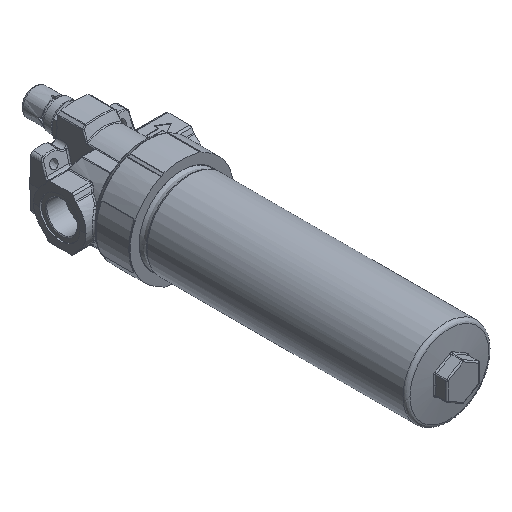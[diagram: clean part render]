
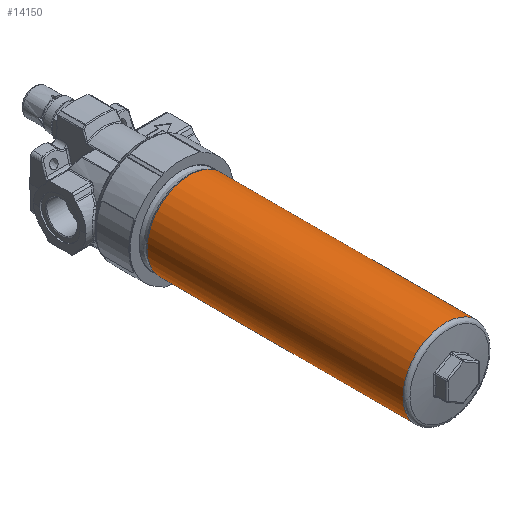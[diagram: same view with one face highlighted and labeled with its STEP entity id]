
A CAD part, isometric view. The second image highlights one B-rep face of the part: STEP entity #14150.
In plain terms, the highlighted free-form (B-spline) face has degree [2, 1] with [7, 2] control points.
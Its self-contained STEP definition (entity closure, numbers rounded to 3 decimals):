
#14040=CARTESIAN_POINT('V532',(-35.0,-220.024,0.0));
#14041=VERTEX_POINT('V532',#14040);
#14055=CARTESIAN_POINT('E896',(-35.0,-220.024,0.0));
#14056=CARTESIAN_POINT('E896',(-35.0,-220.024,
   1.718));
#14057=CARTESIAN_POINT('E896',(-34.746,
   -220.024,5.156));
#14058=CARTESIAN_POINT('E896',(-33.613,
   -220.024,10.199));
#14059=CARTESIAN_POINT('E896',(-31.752,
   -220.024,15.023));
#14060=CARTESIAN_POINT('E896',(-29.204,
   -220.024,19.52));
#14061=CARTESIAN_POINT('E896',(-26.023,
   -220.024,23.595));
#14062=CARTESIAN_POINT('E896',(-22.278,
   -220.024,27.159));
#14063=CARTESIAN_POINT('E896',(-18.05,
   -220.024,30.134));
#14064=CARTESIAN_POINT('E896',(-13.018,
   -220.024,32.666));
#14065=CARTESIAN_POINT('E896',(-7.181,
   -220.024,34.464));
#14066=CARTESIAN_POINT('E896',(-0.65,
   -220.024,35.199));
#14067=CARTESIAN_POINT('E896',(5.904,
   -220.024,34.706));
#14068=CARTESIAN_POINT('E896',(12.515,
   -220.024,32.933));
#14069=CARTESIAN_POINT('E896',(18.9,
   -220.024,29.766));
#14070=CARTESIAN_POINT('E896',(24.569,
   -220.024,25.266));
#14071=CARTESIAN_POINT('E896',(29.104,
   -220.024,19.845));
#14072=CARTESIAN_POINT('E896',(32.416,
   -220.024,13.786));
#14073=CARTESIAN_POINT('E896',(34.483,
   -220.024,7.197));
#14074=CARTESIAN_POINT('E896',(35.217,
   -220.024,0.396));
#14075=CARTESIAN_POINT('E896',(34.635,
   -220.024,-6.353));
#14076=CARTESIAN_POINT('E896',(32.802,
   -220.024,-12.807));
#14077=CARTESIAN_POINT('E896',(29.777,
   -220.024,-18.796));
#14078=CARTESIAN_POINT('E896',(25.716,
   -220.024,-24.045));
#14079=CARTESIAN_POINT('E896',(20.803,
   -220.024,-28.394));
#14080=CARTESIAN_POINT('E896',(15.237,
   -220.024,-31.731));
#14081=CARTESIAN_POINT('E896',(9.153,
   -220.024,-33.988));
#14082=CARTESIAN_POINT('E896',(1.877,
   -220.024,-35.244));
#14083=CARTESIAN_POINT('E896',(-6.428,
   -220.024,-34.812));
#14084=CARTESIAN_POINT('E896',(-14.325,
   -220.024,-32.254));
#14085=CARTESIAN_POINT('E896',(-20.649,
   -220.024,-28.503));
#14086=CARTESIAN_POINT('E896',(-25.559,
   -220.024,-24.208));
#14087=CARTESIAN_POINT('E896',(-29.637,
   -220.024,-19.013));
#14088=CARTESIAN_POINT('E896',(-32.696,
   -220.024,-13.069));
#14089=CARTESIAN_POINT('E896',(-34.577,
   -220.024,-6.655));
#14090=CARTESIAN_POINT('E896',(-35.0,-220.024,
   -2.217));
#14091=CARTESIAN_POINT('E896',(-35.0,-220.024,0.0));
#14092=B_SPLINE_CURVE_WITH_KNOTS('E896',3,(#14055,#14056,#14057,
   #14058,#14059,#14060,#14061,#14062,#14063,#14064,#14065,#14066,
   #14067,#14068,#14069,#14070,#14071,#14072,#14073,#14074,#14075,
   #14076,#14077,#14078,#14079,#14080,#14081,#14082,#14083,#14084,
   #14085,#14086,#14087,#14088,#14089,#14090,#14091),.UNSPECIFIED.,
   .T.,.U.,(4,1,1,1,1,1,1,1,1,1,1,1,1,1,1,1,1,1,1,1,1,1,1,1,1,1,1,1,
   1,1,1,1,1,1,4),(2.0,3.059,4.118,
   5.177,6.235,7.294,
   8.353,9.412,10.471,
   11.815,13.158,14.502,
   15.846,17.357,18.868,
   20.28,21.691,23.102,
   24.513,25.885,27.256,
   28.627,29.999,31.326,
   32.653,33.98,35.307,
   37.182,39.058,40.375,
   41.693,43.06,44.426,
   45.793,47.159),.UNSPECIFIED.);
#14093=EDGE_CURVE('E896',#14041,#14041,#14092,.T.);
#14100=CARTESIAN_POINT('F395',(-35.0,-10.438,0.0));
#14101=CARTESIAN_POINT('F395',(-35.0,-10.438,
   -60.622));
#14102=CARTESIAN_POINT('F395',(17.5,
   -10.438,-30.311));
#14103=CARTESIAN_POINT('F395',(70.0,-10.438,
   0.));
#14104=CARTESIAN_POINT('F395',(17.5,
   -10.438,30.311));
#14105=CARTESIAN_POINT('F395',(-35.0,-10.438,
   60.622));
#14106=CARTESIAN_POINT('F395',(-35.0,-10.438,0.0));
#14107=CARTESIAN_POINT('F395',(-35.0,-222.773,0.0));
#14108=CARTESIAN_POINT('F395',(-35.0,-222.773,
   -60.622));
#14109=CARTESIAN_POINT('F395',(17.5,
   -222.773,-30.311));
#14110=CARTESIAN_POINT('F395',(70.0,-222.773,
   0.));
#14111=CARTESIAN_POINT('F395',(17.5,
   -222.773,30.311));
#14112=CARTESIAN_POINT('F395',(-35.0,-222.773,
   60.622));
#14113=CARTESIAN_POINT('F395',(-35.0,-222.773,0.0));
#14121=(BOUNDED_SURFACE()B_SPLINE_SURFACE(2,1,((#14100,#14107),(
   #14101,#14108),(#14102,#14109),(#14103,#14110),(#14104,
   #14111),(#14105,#14112),(#14106,#14113)),.CYLINDRICAL_SURF.,
   .T.,.F.,.U.)B_SPLINE_SURFACE_WITH_KNOTS((3,2,2,3),(2,2),(0.0,
   0.571,1.142,1.713),(0.0,1.0),
   .UNSPECIFIED.)GEOMETRIC_REPRESENTATION_ITEM()
   RATIONAL_B_SPLINE_SURFACE(((1.0,1.0),(0.5,
   0.5),(1.0,1.0),(0.5,
   0.5),(1.0,1.0),(0.5,
   0.5),(1.0,1.0)))REPRESENTATION_ITEM('F395')
   SURFACE());
#14122=ORIENTED_EDGE('E896',*,*,#14093,.T.);
#14123=CARTESIAN_POINT('V577',(-35.0,-10.438,0.0));
#14124=VERTEX_POINT('V577',#14123);
#14125=CARTESIAN_POINT('E986',(-35.0,-220.024,0.0));
#14126=CARTESIAN_POINT('E986',(-35.0,-10.438,0.0));
#14127=B_SPLINE_CURVE_WITH_KNOTS('E986',1,(#14125,#14126),
   .POLYLINE_FORM.,.F.,.U.,(2,2),(0.013,1.0),
   .UNSPECIFIED.);
#14128=EDGE_CURVE('E986',#14041,#14124,#14127,.T.);
#14129=ORIENTED_EDGE('E986',*,*,#14128,.T.);
#14130=CARTESIAN_POINT('E987',(-35.0,-10.438,0.0));
#14131=CARTESIAN_POINT('E987',(-35.0,-10.438,
   -60.622));
#14132=CARTESIAN_POINT('E987',(17.5,
   -10.438,-30.311));
#14133=CARTESIAN_POINT('E987',(70.0,-10.438,
   0.));
#14134=CARTESIAN_POINT('E987',(17.5,
   -10.438,30.311));
#14135=CARTESIAN_POINT('E987',(-35.0,-10.438,
   60.622));
#14136=CARTESIAN_POINT('E987',(-35.0,-10.438,0.0));
#14144=(BOUNDED_CURVE()B_SPLINE_CURVE(2,(#14130,#14131,#14132,
   #14133,#14134,#14135,#14136),.CIRCULAR_ARC.,.T.,.U.)
   B_SPLINE_CURVE_WITH_KNOTS((3,2,2,3),(0.0,0.571,
   1.142,1.713),.UNSPECIFIED.)CURVE()
   GEOMETRIC_REPRESENTATION_ITEM()RATIONAL_B_SPLINE_CURVE((1.0,
   0.5,1.0,0.5,1.0,0.5,1.0)
   )REPRESENTATION_ITEM('E987'));
#14145=EDGE_CURVE('E987',#14124,#14124,#14144,.T.);
#14146=ORIENTED_EDGE('E987',*,*,#14145,.T.);
#14147=ORIENTED_EDGE('E986',*,*,#14128,.F.);
#14148=EDGE_LOOP('F395',(#14122,#14129,#14146,#14147));
#14149=FACE_OUTER_BOUND('F395',#14148,.T.);
#14150=ADVANCED_FACE('F395',(#14149),#14121,.T.);
